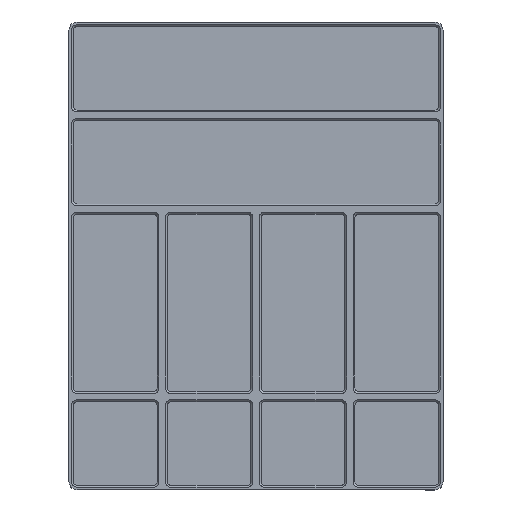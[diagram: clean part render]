
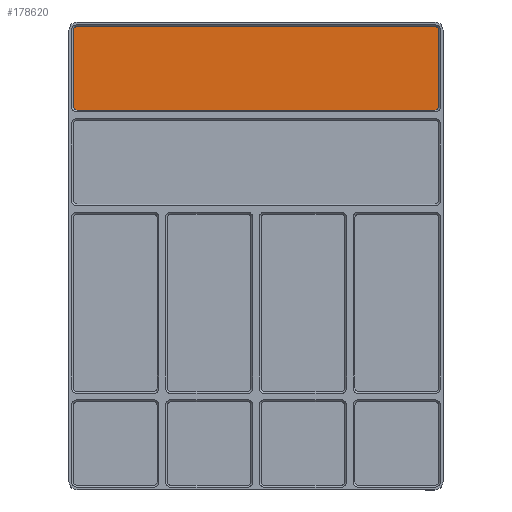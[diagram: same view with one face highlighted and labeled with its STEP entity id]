
A CAD part, top view. The second image highlights one B-rep face of the part: STEP entity #178620.
In plain terms, the highlighted planar face has unit normal (0, 0, 1).
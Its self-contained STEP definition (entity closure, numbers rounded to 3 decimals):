
#23070=CARTESIAN_POINT('',(291.75,289.,7.));
#23080=DIRECTION('',(0.,-1.,0.));
#23090=VECTOR('',#23080,1.);
#23100=LINE('',#23070,#23090);
#23110=CARTESIAN_POINT('',(291.75,290.15,7.));
#23120=VERTEX_POINT('',#23110);
#23130=CARTESIAN_POINT('',(291.75,255.85,7.));
#23140=VERTEX_POINT('',#23130);
#23150=EDGE_CURVE('',#23120,#23140,#23100,.T.);
#35440=CARTESIAN_POINT('',(290.15,291.75,7.));
#35450=VERTEX_POINT('',#35440);
#35480=CARTESIAN_POINT('',(257.,291.75,7.));
#35490=DIRECTION('',(1.,0.,0.));
#35500=VECTOR('',#35490,1.);
#35510=LINE('',#35480,#35500);
#35520=CARTESIAN_POINT('',(129.85,291.75,7.));
#35530=VERTEX_POINT('',#35520);
#35540=EDGE_CURVE('',#35530,#35450,#35510,.T.);
#38000=CARTESIAN_POINT('',(290.15,290.15,7.));
#38010=DIRECTION('',(0.,0.,-1.));
#38020=DIRECTION('',(-1.,0.,0.));
#38030=AXIS2_PLACEMENT_3D('',#38000,#38010,#38020);
#38040=CIRCLE('',#38030,1.6);
#38050=EDGE_CURVE('',#35450,#23120,#38040,.T.);
#38290=CARTESIAN_POINT('',(290.15,254.25,7.));
#38300=VERTEX_POINT('',#38290);
#38330=CARTESIAN_POINT('',(290.15,255.85,7.));
#38340=DIRECTION('',(0.,0.,-1.));
#38350=DIRECTION('',(-1.,0.,0.));
#38360=AXIS2_PLACEMENT_3D('',#38330,#38340,#38350);
#38370=CIRCLE('',#38360,1.6);
#38380=EDGE_CURVE('',#23140,#38300,#38370,.T.);
#178190=CARTESIAN_POINT('',(147.,273.,7.));
#178200=DIRECTION('',(0.,0.,1.));
#178210=DIRECTION('',(1.,0.,0.));
#178220=AXIS2_PLACEMENT_3D('',#178190,#178200,#178210);
#178230=PLANE('',#178220);
#178240=CARTESIAN_POINT('',(129.85,290.15,7.));
#178250=DIRECTION('',(0.,0.,-1.));
#178260=DIRECTION('',(-1.,0.,0.));
#178270=AXIS2_PLACEMENT_3D('',#178240,#178250,#178260);
#178280=CIRCLE('',#178270,1.6);
#178290=CARTESIAN_POINT('',(128.25,290.15,7.));
#178300=VERTEX_POINT('',#178290);
#178310=EDGE_CURVE('',#178300,#35530,#178280,.T.);
#178320=ORIENTED_EDGE('',*,*,#178310,.F.);
#178330=ORIENTED_EDGE('',*,*,#35540,.F.);
#178340=ORIENTED_EDGE('',*,*,#38050,.F.);
#178350=ORIENTED_EDGE('',*,*,#23150,.F.);
#178360=ORIENTED_EDGE('',*,*,#38380,.F.);
#178370=CARTESIAN_POINT('',(163.,254.25,7.));
#178380=DIRECTION('',(-1.,0.,0.));
#178390=VECTOR('',#178380,1.);
#178400=LINE('',#178370,#178390);
#178410=CARTESIAN_POINT('',(129.85,254.25,7.));
#178420=VERTEX_POINT('',#178410);
#178430=EDGE_CURVE('',#38300,#178420,#178400,.T.);
#178440=ORIENTED_EDGE('',*,*,#178430,.F.);
#178450=CARTESIAN_POINT('',(129.85,255.85,7.));
#178460=DIRECTION('',(0.,0.,-1.));
#178470=DIRECTION('',(-1.,0.,0.));
#178480=AXIS2_PLACEMENT_3D('',#178450,#178460,#178470);
#178490=CIRCLE('',#178480,1.6);
#178500=CARTESIAN_POINT('',(128.25,255.85,7.));
#178510=VERTEX_POINT('',#178500);
#178520=EDGE_CURVE('',#178420,#178510,#178490,.T.);
#178530=ORIENTED_EDGE('',*,*,#178520,.F.);
#178540=CARTESIAN_POINT('',(128.25,257.,7.));
#178550=DIRECTION('',(0.,1.,0.));
#178560=VECTOR('',#178550,1.);
#178570=LINE('',#178540,#178560);
#178580=EDGE_CURVE('',#178510,#178300,#178570,.T.);
#178590=ORIENTED_EDGE('',*,*,#178580,.F.);
#178600=EDGE_LOOP('',(#178590,#178530,#178440,#178360,#178350,#178340,
#178330,#178320));
#178610=FACE_OUTER_BOUND('',#178600,.T.);
#178620=ADVANCED_FACE('',(#178610),#178230,.T.);
